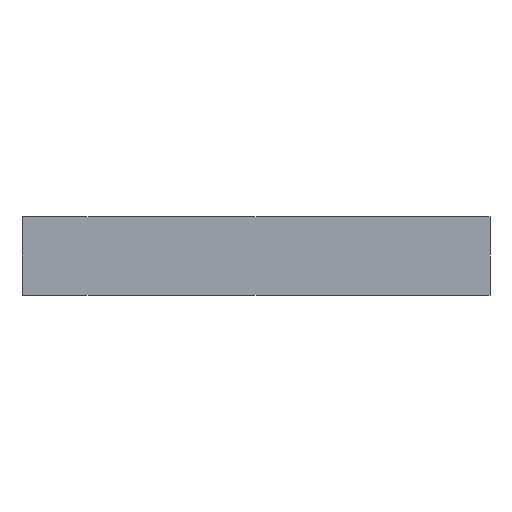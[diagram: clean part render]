
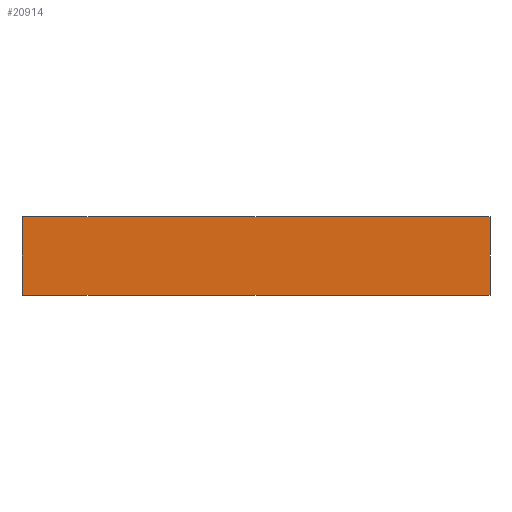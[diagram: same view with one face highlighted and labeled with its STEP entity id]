
A CAD part, front view. The second image highlights one B-rep face of the part: STEP entity #20914.
In plain terms, the highlighted planar face has unit normal (0, -1, 0).
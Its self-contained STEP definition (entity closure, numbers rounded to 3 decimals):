
#20006 = PLANE('',#20007);
#20007 = AXIS2_PLACEMENT_3D('',#20008,#20009,#20010);
#20008 = CARTESIAN_POINT('',(0.,0.,1.6)
  );
#20009 = DIRECTION('',(0.,0.,1.));
#20010 = DIRECTION('',(0.,1.,0.));
#20036 = PLANE('',#20037);
#20037 = AXIS2_PLACEMENT_3D('',#20038,#20039,#20040);
#20038 = CARTESIAN_POINT('',(0.,0.,-1.6
    ));
#20039 = DIRECTION('',(0.,0.,-1.));
#20040 = DIRECTION('',(-1.,0.,0.));
#20305 = EDGE_CURVE('',#20306,#20308,#20310,.T.);
#20306 = VERTEX_POINT('',#20307);
#20307 = CARTESIAN_POINT('',(9.5,-82.5,1.6));
#20308 = VERTEX_POINT('',#20309);
#20309 = CARTESIAN_POINT('',(-9.5,-82.5,1.6));
#20310 = SURFACE_CURVE('',#20311,(#20315,#20322),.PCURVE_S1.);
#20311 = LINE('',#20312,#20313);
#20312 = CARTESIAN_POINT('',(9.5,-82.5,1.6));
#20313 = VECTOR('',#20314,1.);
#20314 = DIRECTION('',(-1.,0.,0.));
#20315 = PCURVE('',#20006,#20316);
#20316 = DEFINITIONAL_REPRESENTATION('',(#20317),#20321);
#20317 = LINE('',#20318,#20319);
#20318 = CARTESIAN_POINT('',(-82.5,-9.5));
#20319 = VECTOR('',#20320,1.);
#20320 = DIRECTION('',(0.,1.));
#20321 = ( GEOMETRIC_REPRESENTATION_CONTEXT(2) 
PARAMETRIC_REPRESENTATION_CONTEXT() REPRESENTATION_CONTEXT('2D SPACE',''
  ) );
#20322 = PCURVE('',#20323,#20328);
#20323 = PLANE('',#20324);
#20324 = AXIS2_PLACEMENT_3D('',#20325,#20326,#20327);
#20325 = CARTESIAN_POINT('',(0.,-82.5,0.));
#20326 = DIRECTION('',(0.,-1.,0.));
#20327 = DIRECTION('',(0.,0.,-1.));
#20328 = DEFINITIONAL_REPRESENTATION('',(#20329),#20333);
#20329 = LINE('',#20330,#20331);
#20330 = CARTESIAN_POINT('',(-1.6,9.5));
#20331 = VECTOR('',#20332,1.);
#20332 = DIRECTION('',(0.,-1.));
#20333 = ( GEOMETRIC_REPRESENTATION_CONTEXT(2) 
PARAMETRIC_REPRESENTATION_CONTEXT() REPRESENTATION_CONTEXT('2D SPACE',''
  ) );
#20351 = PLANE('',#20352);
#20352 = AXIS2_PLACEMENT_3D('',#20353,#20354,#20355);
#20353 = CARTESIAN_POINT('',(9.5,-70.,0.));
#20354 = DIRECTION('',(1.,0.,0.));
#20355 = DIRECTION('',(0.,0.,1.));
#20592 = PLANE('',#20593);
#20593 = AXIS2_PLACEMENT_3D('',#20594,#20595,#20596);
#20594 = CARTESIAN_POINT('',(-9.5,-70.,0.));
#20595 = DIRECTION('',(-1.,0.,0.));
#20596 = DIRECTION('',(0.,0.,-1.));
#20656 = EDGE_CURVE('',#20657,#20659,#20661,.T.);
#20657 = VERTEX_POINT('',#20658);
#20658 = CARTESIAN_POINT('',(-9.5,-82.5,-1.6));
#20659 = VERTEX_POINT('',#20660);
#20660 = CARTESIAN_POINT('',(9.5,-82.5,-1.6));
#20661 = SURFACE_CURVE('',#20662,(#20666,#20673),.PCURVE_S1.);
#20662 = LINE('',#20663,#20664);
#20663 = CARTESIAN_POINT('',(-9.5,-82.5,-1.6));
#20664 = VECTOR('',#20665,1.);
#20665 = DIRECTION('',(1.,-0.,0.));
#20666 = PCURVE('',#20036,#20667);
#20667 = DEFINITIONAL_REPRESENTATION('',(#20668),#20672);
#20668 = LINE('',#20669,#20670);
#20669 = CARTESIAN_POINT('',(9.5,-82.5));
#20670 = VECTOR('',#20671,1.);
#20671 = DIRECTION('',(-1.,0.));
#20672 = ( GEOMETRIC_REPRESENTATION_CONTEXT(2) 
PARAMETRIC_REPRESENTATION_CONTEXT() REPRESENTATION_CONTEXT('2D SPACE',''
  ) );
#20673 = PCURVE('',#20323,#20674);
#20674 = DEFINITIONAL_REPRESENTATION('',(#20675),#20679);
#20675 = LINE('',#20676,#20677);
#20676 = CARTESIAN_POINT('',(1.6,-9.5));
#20677 = VECTOR('',#20678,1.);
#20678 = DIRECTION('',(0.,1.));
#20679 = ( GEOMETRIC_REPRESENTATION_CONTEXT(2) 
PARAMETRIC_REPRESENTATION_CONTEXT() REPRESENTATION_CONTEXT('2D SPACE',''
  ) );
#20914 = ADVANCED_FACE('',(#20915),#20323,.T.);
#20915 = FACE_BOUND('',#20916,.T.);
#20916 = EDGE_LOOP('',(#20917,#20918,#20939,#20940));
#20917 = ORIENTED_EDGE('',*,*,#20656,.T.);
#20918 = ORIENTED_EDGE('',*,*,#20919,.F.);
#20919 = EDGE_CURVE('',#20306,#20659,#20920,.T.);
#20920 = SURFACE_CURVE('',#20921,(#20925,#20932),.PCURVE_S1.);
#20921 = LINE('',#20922,#20923);
#20922 = CARTESIAN_POINT('',(9.5,-82.5,1.6));
#20923 = VECTOR('',#20924,1.);
#20924 = DIRECTION('',(0.,0.,-1.));
#20925 = PCURVE('',#20323,#20926);
#20926 = DEFINITIONAL_REPRESENTATION('',(#20927),#20931);
#20927 = LINE('',#20928,#20929);
#20928 = CARTESIAN_POINT('',(-1.6,9.5));
#20929 = VECTOR('',#20930,1.);
#20930 = DIRECTION('',(1.,0.));
#20931 = ( GEOMETRIC_REPRESENTATION_CONTEXT(2) 
PARAMETRIC_REPRESENTATION_CONTEXT() REPRESENTATION_CONTEXT('2D SPACE',''
  ) );
#20932 = PCURVE('',#20351,#20933);
#20933 = DEFINITIONAL_REPRESENTATION('',(#20934),#20938);
#20934 = LINE('',#20935,#20936);
#20935 = CARTESIAN_POINT('',(1.6,12.5));
#20936 = VECTOR('',#20937,1.);
#20937 = DIRECTION('',(-1.,0.));
#20938 = ( GEOMETRIC_REPRESENTATION_CONTEXT(2) 
PARAMETRIC_REPRESENTATION_CONTEXT() REPRESENTATION_CONTEXT('2D SPACE',''
  ) );
#20939 = ORIENTED_EDGE('',*,*,#20305,.T.);
#20940 = ORIENTED_EDGE('',*,*,#20941,.T.);
#20941 = EDGE_CURVE('',#20308,#20657,#20942,.T.);
#20942 = SURFACE_CURVE('',#20943,(#20947,#20954),.PCURVE_S1.);
#20943 = LINE('',#20944,#20945);
#20944 = CARTESIAN_POINT('',(-9.5,-82.5,1.6));
#20945 = VECTOR('',#20946,1.);
#20946 = DIRECTION('',(0.,0.,-1.));
#20947 = PCURVE('',#20323,#20948);
#20948 = DEFINITIONAL_REPRESENTATION('',(#20949),#20953);
#20949 = LINE('',#20950,#20951);
#20950 = CARTESIAN_POINT('',(-1.6,-9.5));
#20951 = VECTOR('',#20952,1.);
#20952 = DIRECTION('',(1.,0.));
#20953 = ( GEOMETRIC_REPRESENTATION_CONTEXT(2) 
PARAMETRIC_REPRESENTATION_CONTEXT() REPRESENTATION_CONTEXT('2D SPACE',''
  ) );
#20954 = PCURVE('',#20592,#20955);
#20955 = DEFINITIONAL_REPRESENTATION('',(#20956),#20960);
#20956 = LINE('',#20957,#20958);
#20957 = CARTESIAN_POINT('',(-1.6,12.5));
#20958 = VECTOR('',#20959,1.);
#20959 = DIRECTION('',(1.,0.));
#20960 = ( GEOMETRIC_REPRESENTATION_CONTEXT(2) 
PARAMETRIC_REPRESENTATION_CONTEXT() REPRESENTATION_CONTEXT('2D SPACE',''
  ) );
